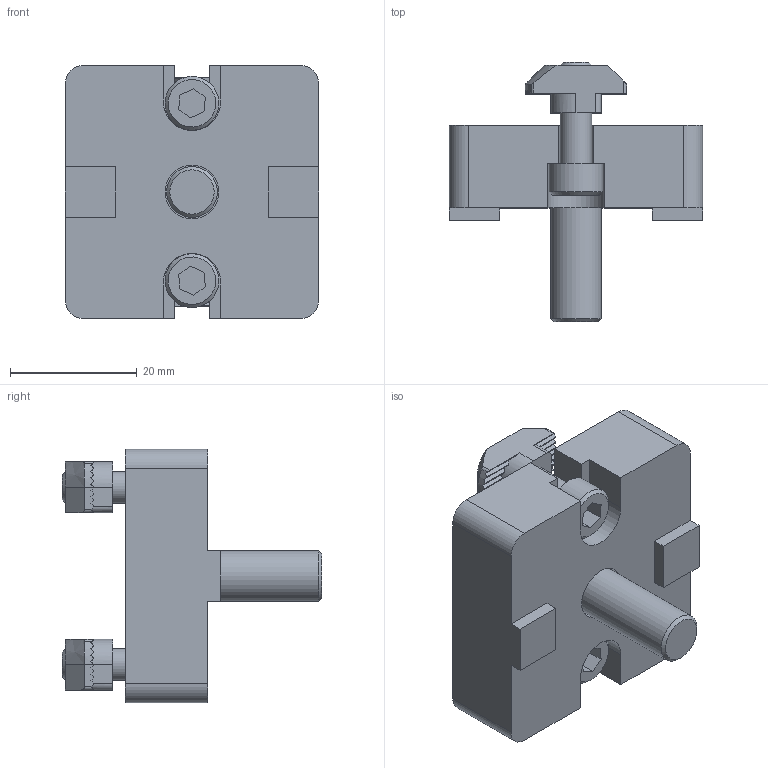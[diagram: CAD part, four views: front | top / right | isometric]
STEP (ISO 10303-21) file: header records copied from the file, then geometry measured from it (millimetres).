
FILE_DESCRIPTION((''),'2;1');
FILE_NAME('AR3417.stp','2018-01-10T15:55:18',('Konstruktor II'),(''),'Autodesk Inventor 2013','Autodesk Inventor 2013','');
FILE_SCHEMA(('AUTOMOTIVE_DESIGN { 1 0 10303 214 1 1 1 1 }'));
Length unit declared in the file: millimetre
Products named in the file (5): AR3417; AR3417 I; AR3417 III; AR3417 II; AR3417 IV
Assembly tree (6 placements, depth 2):
  AR3417
    AR3417 I
    AR3417 III  x2
    AR3417 II  x2
    AR3417 IV
Bounding box: 40 x 41 x 40 mm (x, y, z)
Volume: 21884.6 mm3; surface area: 9267.5 mm2
Topology: 6 solids, 6 shells, 225 faces, 646 edges, 440 vertices
Faces by surface type: plane 141, cylinder 74, cone 9, bspline 1
Full cylindrical faces by diameter (mm): 4.134 x2, 5 x2, 8 x1, 8.5 x3, 14 x1, 15 x1
Entity records: 4913 total; most frequent: CARTESIAN_POINT 1127, ORIENTED_EDGE 752, DIRECTION 722, EDGE_CURVE 376, VERTEX_POINT 262, AXIS2_PLACEMENT_3D 248, VECTOR 226, LINE 226
